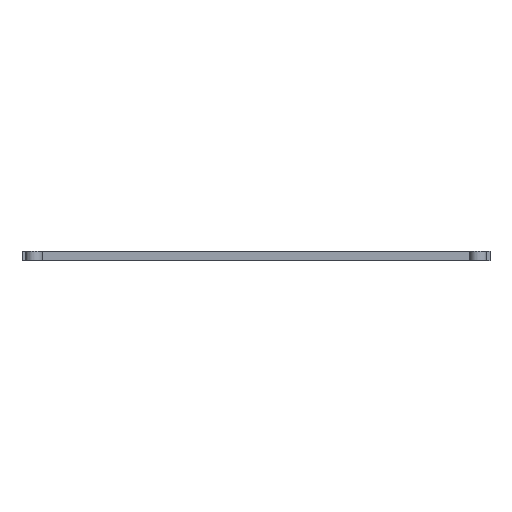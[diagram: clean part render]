
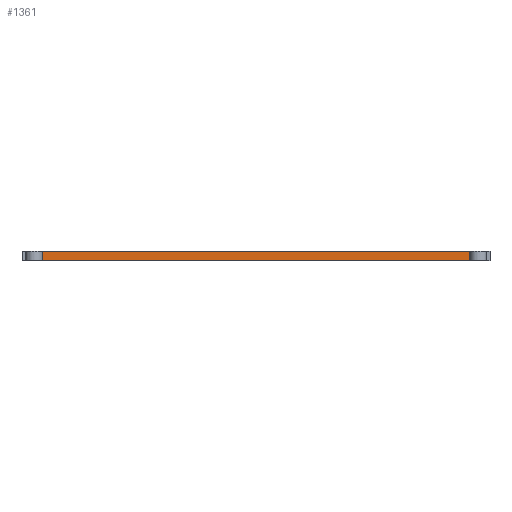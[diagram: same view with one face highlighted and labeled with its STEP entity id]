
A CAD part, top view. The second image highlights one B-rep face of the part: STEP entity #1361.
In plain terms, the highlighted planar face has unit normal (0, 0, 1).
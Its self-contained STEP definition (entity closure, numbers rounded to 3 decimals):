
#1361=ADVANCED_FACE('',(#3593),#2679,.T.);
#2679=PLANE('',#25480);
#3593=FACE_OUTER_BOUND('',#4907,.T.);
#4907=EDGE_LOOP('',(#6272,#6273,#6274,#6275));
#6272=ORIENTED_EDGE('',*,*,#16040,.F.);
#6273=ORIENTED_EDGE('',*,*,#16041,.F.);
#6274=ORIENTED_EDGE('',*,*,#16042,.T.);
#6275=ORIENTED_EDGE('',*,*,#16043,.T.);
#13648=VERTEX_POINT('',#34766);
#13649=VERTEX_POINT('',#34767);
#13650=VERTEX_POINT('',#34769);
#13651=VERTEX_POINT('',#34771);
#16040=EDGE_CURVE('',#13648,#13649,#19728,.T.);
#16041=EDGE_CURVE('',#13650,#13648,#19729,.T.);
#16042=EDGE_CURVE('',#13650,#13651,#19730,.T.);
#16043=EDGE_CURVE('',#13651,#13649,#19731,.T.);
#19728=LINE('',#34765,#22608);
#19729=LINE('',#34768,#22609);
#19730=LINE('',#34770,#22610);
#19731=LINE('',#34772,#22611);
#22608=VECTOR('',#27623,1.);
#22609=VECTOR('',#27624,1.);
#22610=VECTOR('',#27625,1.);
#22611=VECTOR('',#27626,1.);
#25480=AXIS2_PLACEMENT_3D('',#34773,#27627,#27628);
#27623=DIRECTION('',(0.,1.,0.));
#27624=DIRECTION('',(-1.,0.,0.));
#27625=DIRECTION('',(0.,1.,0.));
#27626=DIRECTION('',(-1.,0.,0.));
#27627=DIRECTION('',(0.,0.,1.));
#27628=DIRECTION('',(1.,0.,0.));
#34765=CARTESIAN_POINT('',(-5.252,14.903,47.8));
#34766=CARTESIAN_POINT('',(-5.252,14.903,47.8));
#34767=CARTESIAN_POINT('',(-5.252,16.503,47.8));
#34768=CARTESIAN_POINT('',(74.148,14.903,47.8));
#34769=CARTESIAN_POINT('',(70.548,14.903,47.8));
#34770=CARTESIAN_POINT('',(70.548,14.903,47.8));
#34771=CARTESIAN_POINT('',(70.548,16.503,47.8));
#34772=CARTESIAN_POINT('',(74.148,16.503,47.8));
#34773=CARTESIAN_POINT('',(74.148,14.903,47.8));
